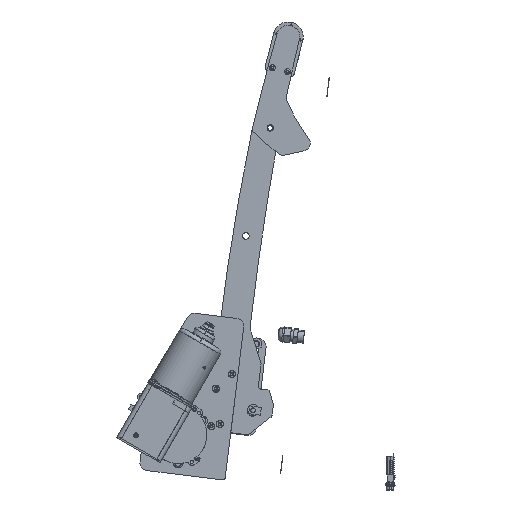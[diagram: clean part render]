
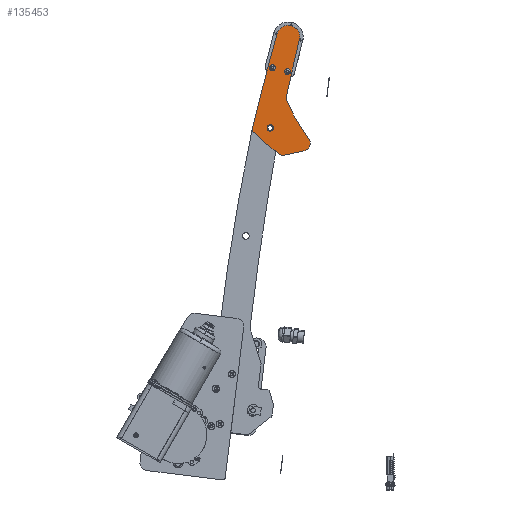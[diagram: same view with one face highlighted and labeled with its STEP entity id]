
A CAD part, left-side view. The second image highlights one B-rep face of the part: STEP entity #135453.
In plain terms, the highlighted face is planar.
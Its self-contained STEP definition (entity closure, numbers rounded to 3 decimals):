
#3967 = VERTEX_POINT ( 'NONE', #5750 ) ;
#4539 = CARTESIAN_POINT ( 'NONE',  ( 12., 0., 0. ) ) ;
#5504 = DIRECTION ( 'NONE',  ( 0., 1., 0. ) ) ;
#5750 = CARTESIAN_POINT ( 'NONE',  ( 0., 0., 33. ) ) ;
#6034 = CARTESIAN_POINT ( 'NONE',  ( -13.071, 0., -24.128 ) ) ;
#8254 = VERTEX_POINT ( 'NONE', #113503 ) ;
#10036 = CIRCLE ( 'NONE', #96263, 4. ) ;
#11193 = AXIS2_PLACEMENT_3D ( 'NONE', #104166, #165869, #102520 ) ;
#12365 = ORIENTED_EDGE ( 'NONE', *, *, #40626, .T. ) ;
#12611 = CARTESIAN_POINT ( 'NONE',  ( -13.071, 0., -20.128 ) ) ;
#12708 = VERTEX_POINT ( 'NONE', #130520 ) ;
#13016 = EDGE_CURVE ( 'NONE', #47251, #3967, #156600, .T. ) ;
#13036 = CARTESIAN_POINT ( 'NONE',  ( -216.708, 0., 244.67 ) ) ;
#13967 = ORIENTED_EDGE ( 'NONE', *, *, #103906, .F. ) ;
#14161 = AXIS2_PLACEMENT_3D ( 'NONE', #13036, #25724, #88104 ) ;
#14376 = CIRCLE ( 'NONE', #122071, 14.6 ) ;
#15338 = CIRCLE ( 'NONE', #120363, 7. ) ;
#15554 = FACE_BOUND ( 'NONE', #40089, .T. ) ;
#19888 = CIRCLE ( 'NONE', #76312, 4. ) ;
#19981 = DIRECTION ( 'NONE',  ( 0., 1., 0. ) ) ;
#22862 = CARTESIAN_POINT ( 'NONE',  ( -129.793, 0., -0.45 ) ) ;
#23811 = EDGE_CURVE ( 'NONE', #165989, #47251, #30312, .T. ) ;
#25724 = DIRECTION ( 'NONE',  ( 0., -1., 0. ) ) ;
#26089 = DIRECTION ( 'NONE',  ( 0., 0., 1. ) ) ;
#27184 = EDGE_CURVE ( 'NONE', #128317, #12708, #147563, .T. ) ;
#29361 = EDGE_CURVE ( 'NONE', #41300, #59612, #10036, .T. ) ;
#30312 = CIRCLE ( 'NONE', #14161, 300. ) ;
#31565 = DIRECTION ( 'NONE',  ( 0., 1., 0. ) ) ;
#33233 = DIRECTION ( 'NONE',  ( 0., 0., 1. ) ) ;
#34600 = CARTESIAN_POINT ( 'NONE',  ( 200.96, 0., 3985.852 ) ) ;
#36368 = EDGE_CURVE ( 'NONE', #112933, #8254, #151100, .T. ) ;
#39520 = VERTEX_POINT ( 'NONE', #109813 ) ;
#40089 = EDGE_LOOP ( 'NONE', ( #12365, #145348 ) ) ;
#40626 = EDGE_CURVE ( 'NONE', #59612, #41300, #19888, .T. ) ;
#41300 = VERTEX_POINT ( 'NONE', #6034 ) ;
#43253 = DIRECTION ( 'NONE',  ( 0., 0., 1. ) ) ;
#45847 = PLANE ( 'NONE',  #88371 ) ;
#47251 = VERTEX_POINT ( 'NONE', #126890 ) ;
#48688 = CARTESIAN_POINT ( 'NONE',  ( -132.834, 0., -29.484 ) ) ;
#50121 = DIRECTION ( 'NONE',  ( 0., 1., 0. ) ) ;
#53008 = CARTESIAN_POINT ( 'NONE',  ( -9.4, 0., -35.5 ) ) ;
#53070 = AXIS2_PLACEMENT_3D ( 'NONE', #73310, #112148, #151060 ) ;
#56604 = CARTESIAN_POINT ( 'NONE',  ( -50.113, 0., -4.821 ) ) ;
#56827 = CARTESIAN_POINT ( 'NONE',  ( -131., 0., -15. ) ) ;
#57412 = VERTEX_POINT ( 'NONE', #92242 ) ;
#59612 = VERTEX_POINT ( 'NONE', #84655 ) ;
#63164 = CARTESIAN_POINT ( 'NONE',  ( -249.004, 0., 133.138 ) ) ;
#66634 = ORIENTED_EDGE ( 'NONE', *, *, #162806, .F. ) ;
#67233 = DIRECTION ( 'NONE',  ( 0., 0., 1. ) ) ;
#69943 = DIRECTION ( 'NONE',  ( 0., 1., 0. ) ) ;
#71280 = DIRECTION ( 'NONE',  ( 0., 0., 1. ) ) ;
#71819 = CIRCLE ( 'NONE', #53070, 7. ) ;
#73310 = CARTESIAN_POINT ( 'NONE',  ( -54., 0., 1. ) ) ;
#76312 = AXIS2_PLACEMENT_3D ( 'NONE', #12611, #101138, #26089 ) ;
#78168 = AXIS2_PLACEMENT_3D ( 'NONE', #34600, #123067, #112041 ) ;
#79544 = CARTESIAN_POINT ( 'NONE',  ( 9.341, 0., 26.569 ) ) ;
#80382 = DIRECTION ( 'NONE',  ( 0.357, 0., -0.934 ) ) ;
#81542 = DIRECTION ( 'NONE',  ( 0., 1., 0. ) ) ;
#84655 = CARTESIAN_POINT ( 'NONE',  ( -13.071, 0., -16.128 ) ) ;
#85654 = CIRCLE ( 'NONE', #115275, 3000. ) ;
#88104 = DIRECTION ( 'NONE',  ( 0., 0., 1. ) ) ;
#88371 = AXIS2_PLACEMENT_3D ( 'NONE', #135262, #31565, #33233 ) ;
#88610 = EDGE_CURVE ( 'NONE', #57412, #103163, #85654, .T. ) ;
#88883 = CIRCLE ( 'NONE', #145509, 7. ) ;
#89446 = ORIENTED_EDGE ( 'NONE', *, *, #27184, .F. ) ;
#90128 = DIRECTION ( 'NONE',  ( 0., 1., 0. ) ) ;
#91989 = ORIENTED_EDGE ( 'NONE', *, *, #128742, .F. ) ;
#92242 = CARTESIAN_POINT ( 'NONE',  ( -9.993, 0., -42.475 ) ) ;
#92252 = EDGE_CURVE ( 'NONE', #151451, #112933, #95731, .T. ) ;
#93099 = CIRCLE ( 'NONE', #117280, 10. ) ;
#93245 = ORIENTED_EDGE ( 'NONE', *, *, #88610, .F. ) ;
#94286 = CARTESIAN_POINT ( 'NONE',  ( 244.012, 0., 2946.753 ) ) ;
#95731 = CIRCLE ( 'NONE', #117231, 14.6 ) ;
#96263 = AXIS2_PLACEMENT_3D ( 'NONE', #96678, #19981, #71280 ) ;
#96678 = CARTESIAN_POINT ( 'NONE',  ( -13.071, 0., -20.128 ) ) ;
#98635 = CARTESIAN_POINT ( 'NONE',  ( 18.236, 0., -3.181 ) ) ;
#101138 = DIRECTION ( 'NONE',  ( 0., 1., 0. ) ) ;
#102520 = DIRECTION ( 'NONE',  ( 0., 0., 1. ) ) ;
#103163 = VERTEX_POINT ( 'NONE', #48688 ) ;
#103906 = EDGE_CURVE ( 'NONE', #12708, #57412, #15338, .T. ) ;
#104166 = CARTESIAN_POINT ( 'NONE',  ( 0., 0., 23. ) ) ;
#105140 = EDGE_CURVE ( 'NONE', #8254, #165989, #71819, .T. ) ;
#106190 = EDGE_CURVE ( 'NONE', #103163, #151451, #14376, .T. ) ;
#107303 = DIRECTION ( 'NONE',  ( 0., 1., 0. ) ) ;
#109813 = CARTESIAN_POINT ( 'NONE',  ( 9.341, 0., 26.569 ) ) ;
#110670 = ORIENTED_EDGE ( 'NONE', *, *, #165623, .F. ) ;
#112041 = DIRECTION ( 'NONE',  ( 0., 0., -1. ) ) ;
#112148 = DIRECTION ( 'NONE',  ( 0., -1., 0. ) ) ;
#112933 = VERTEX_POINT ( 'NONE', #22862 ) ;
#113503 = CARTESIAN_POINT ( 'NONE',  ( -54.447, 0., -5.986 ) ) ;
#114185 = CARTESIAN_POINT ( 'NONE',  ( 0., 0., 23. ) ) ;
#114633 = DIRECTION ( 'NONE',  ( 0., 1., 0. ) ) ;
#115275 = AXIS2_PLACEMENT_3D ( 'NONE', #94286, #81542, #146596 ) ;
#117231 = AXIS2_PLACEMENT_3D ( 'NONE', #56827, #5504, #124286 ) ;
#117280 = AXIS2_PLACEMENT_3D ( 'NONE', #114185, #50121, #125180 ) ;
#120012 = FACE_OUTER_BOUND ( 'NONE', #155700, .T. ) ;
#120363 = AXIS2_PLACEMENT_3D ( 'NONE', #53008, #90128, #67233 ) ;
#121455 = DIRECTION ( 'NONE',  ( 0., 0., 1. ) ) ;
#122071 = AXIS2_PLACEMENT_3D ( 'NONE', #123146, #69943, #121455 ) ;
#123067 = DIRECTION ( 'NONE',  ( 0., -1., 0. ) ) ;
#123146 = CARTESIAN_POINT ( 'NONE',  ( -131., 0., -15. ) ) ;
#123213 = ORIENTED_EDGE ( 'NONE', *, *, #36368, .F. ) ;
#124286 = DIRECTION ( 'NONE',  ( 0., 0., 1. ) ) ;
#125180 = DIRECTION ( 'NONE',  ( 0., 0., 1. ) ) ;
#126890 = CARTESIAN_POINT ( 'NONE',  ( -6.991, 0., 30.151 ) ) ;
#128317 = VERTEX_POINT ( 'NONE', #98635 ) ;
#128742 = EDGE_CURVE ( 'NONE', #144409, #128317, #88883, .T. ) ;
#129963 = VECTOR ( 'NONE', #80382, 1000. ) ;
#130408 = ORIENTED_EDGE ( 'NONE', *, *, #23811, .F. ) ;
#130520 = CARTESIAN_POINT ( 'NONE',  ( -3.676, 0., -39.529 ) ) ;
#135262 = CARTESIAN_POINT ( 'NONE',  ( -150., 0., 45. ) ) ;
#135453 = ADVANCED_FACE ( 'NONE', ( #15554, #120012 ), #45847, .F. ) ;
#144409 = VERTEX_POINT ( 'NONE', #146301 ) ;
#145348 = ORIENTED_EDGE ( 'NONE', *, *, #29361, .T. ) ;
#145509 = AXIS2_PLACEMENT_3D ( 'NONE', #4539, #107303, #43253 ) ;
#145886 = ORIENTED_EDGE ( 'NONE', *, *, #92252, .F. ) ;
#146275 = LINE ( 'NONE', #79544, #129963 ) ;
#146301 = CARTESIAN_POINT ( 'NONE',  ( 18.539, 0., 2.499 ) ) ;
#146596 = DIRECTION ( 'NONE',  ( 0., 0., 1. ) ) ;
#147563 = CIRCLE ( 'NONE', #155747, 300. ) ;
#151060 = DIRECTION ( 'NONE',  ( 0., 0., 1. ) ) ;
#151100 = CIRCLE ( 'NONE', #78168, 4000. ) ;
#151451 = VERTEX_POINT ( 'NONE', #155387 ) ;
#155195 = ORIENTED_EDGE ( 'NONE', *, *, #13016, .F. ) ;
#155387 = CARTESIAN_POINT ( 'NONE',  ( -131., 0., -0.4 ) ) ;
#155700 = EDGE_LOOP ( 'NONE', ( #130408, #165732, #123213, #145886, #161101, #93245, #13967, #89446, #91989, #110670, #66634, #155195 ) ) ;
#155747 = AXIS2_PLACEMENT_3D ( 'NONE', #63164, #114633, #166162 ) ;
#156600 = CIRCLE ( 'NONE', #11193, 10. ) ;
#161101 = ORIENTED_EDGE ( 'NONE', *, *, #106190, .F. ) ;
#162806 = EDGE_CURVE ( 'NONE', #3967, #39520, #93099, .T. ) ;
#165623 = EDGE_CURVE ( 'NONE', #39520, #144409, #146275, .T. ) ;
#165732 = ORIENTED_EDGE ( 'NONE', *, *, #105140, .F. ) ;
#165869 = DIRECTION ( 'NONE',  ( 0., 1., 0. ) ) ;
#165989 = VERTEX_POINT ( 'NONE', #56604 ) ;
#166162 = DIRECTION ( 'NONE',  ( 0., 0., 1. ) ) ;
